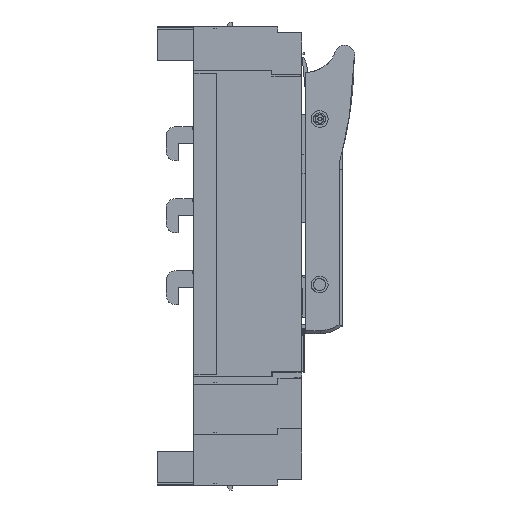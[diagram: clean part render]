
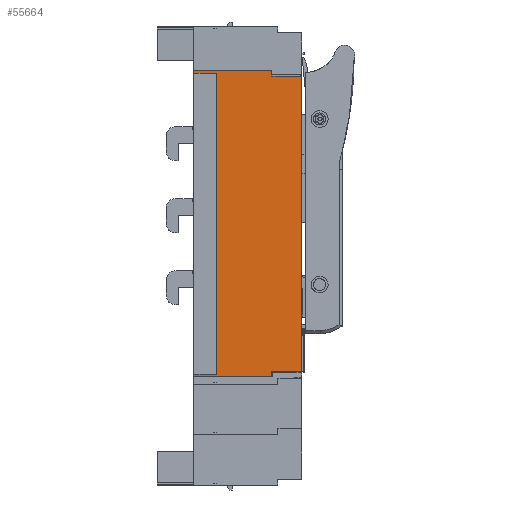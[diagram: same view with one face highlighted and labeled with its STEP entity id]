
A CAD part, left-side view. The second image highlights one B-rep face of the part: STEP entity #55664.
In plain terms, the highlighted face is planar.
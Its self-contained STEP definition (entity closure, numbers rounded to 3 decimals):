
#55564=AXIS2_PLACEMENT_3D('Plane Axis2P3D',#55561,#55562,#55563) ;
#55561=CARTESIAN_POINT('Axis2P3D Location',(0.,105.,0.)) ;
#55566=CARTESIAN_POINT('Line Origine',(-123.,105.,45.)) ;
#55570=CARTESIAN_POINT('Vertex',(-123.,105.,65.)) ;
#55572=CARTESIAN_POINT('Vertex',(-123.,105.,90.)) ;
#55575=CARTESIAN_POINT('Line Origine',(0.,105.,90.)) ;
#55579=CARTESIAN_POINT('Vertex',(123.,105.,90.)) ;
#55582=CARTESIAN_POINT('Line Origine',(123.,105.,45.)) ;
#55586=CARTESIAN_POINT('Vertex',(123.,105.,65.)) ;
#55589=CARTESIAN_POINT('Line Origine',(0.,105.,65.)) ;
#55593=CARTESIAN_POINT('Vertex',(127.5,105.,65.)) ;
#55596=CARTESIAN_POINT('Line Origine',(127.5,105.,45.)) ;
#55600=CARTESIAN_POINT('Vertex',(127.5,105.,0.)) ;
#55603=CARTESIAN_POINT('Line Origine',(0.,105.,0.)) ;
#55607=CARTESIAN_POINT('Vertex',(125.5,105.,0.)) ;
#55610=CARTESIAN_POINT('Line Origine',(125.5,105.,45.)) ;
#55614=CARTESIAN_POINT('Vertex',(125.5,105.,18.5)) ;
#55617=CARTESIAN_POINT('Line Origine',(0.,105.,18.5)) ;
#55621=CARTESIAN_POINT('Vertex',(-125.5,105.,18.5)) ;
#55624=CARTESIAN_POINT('Line Origine',(-125.5,105.,45.)) ;
#55628=CARTESIAN_POINT('Vertex',(-125.5,105.,0.)) ;
#55631=CARTESIAN_POINT('Line Origine',(0.,105.,0.)) ;
#55635=CARTESIAN_POINT('Vertex',(-127.5,105.,0.)) ;
#55638=CARTESIAN_POINT('Line Origine',(-127.5,105.,45.)) ;
#55642=CARTESIAN_POINT('Vertex',(-127.5,105.,65.)) ;
#55645=CARTESIAN_POINT('Line Origine',(0.,105.,65.)) ;
#55562=DIRECTION('Axis2P3D Direction',(0.,1.,0.)) ;
#55563=DIRECTION('Axis2P3D XDirection',(0.,0.,1.)) ;
#55567=DIRECTION('Vector Direction',(0.,0.,1.)) ;
#55576=DIRECTION('Vector Direction',(1.,0.,0.)) ;
#55583=DIRECTION('Vector Direction',(0.,0.,1.)) ;
#55590=DIRECTION('Vector Direction',(1.,0.,0.)) ;
#55597=DIRECTION('Vector Direction',(0.,0.,1.)) ;
#55604=DIRECTION('Vector Direction',(1.,0.,0.)) ;
#55611=DIRECTION('Vector Direction',(0.,0.,1.)) ;
#55618=DIRECTION('Vector Direction',(1.,0.,0.)) ;
#55625=DIRECTION('Vector Direction',(0.,0.,1.)) ;
#55632=DIRECTION('Vector Direction',(1.,0.,0.)) ;
#55639=DIRECTION('Vector Direction',(0.,0.,1.)) ;
#55646=DIRECTION('Vector Direction',(1.,0.,0.)) ;
#55568=VECTOR('Line Direction',#55567,1.) ;
#55577=VECTOR('Line Direction',#55576,1.) ;
#55584=VECTOR('Line Direction',#55583,1.) ;
#55591=VECTOR('Line Direction',#55590,1.) ;
#55598=VECTOR('Line Direction',#55597,1.) ;
#55605=VECTOR('Line Direction',#55604,1.) ;
#55612=VECTOR('Line Direction',#55611,1.) ;
#55619=VECTOR('Line Direction',#55618,1.) ;
#55626=VECTOR('Line Direction',#55625,1.) ;
#55633=VECTOR('Line Direction',#55632,1.) ;
#55640=VECTOR('Line Direction',#55639,1.) ;
#55647=VECTOR('Line Direction',#55646,1.) ;
#55651=ORIENTED_EDGE('',*,*,#55574,.T.) ;
#55652=ORIENTED_EDGE('',*,*,#55581,.F.) ;
#55653=ORIENTED_EDGE('',*,*,#55588,.F.) ;
#55654=ORIENTED_EDGE('',*,*,#55595,.T.) ;
#55655=ORIENTED_EDGE('',*,*,#55602,.T.) ;
#55656=ORIENTED_EDGE('',*,*,#55609,.T.) ;
#55657=ORIENTED_EDGE('',*,*,#55616,.T.) ;
#55658=ORIENTED_EDGE('',*,*,#55623,.T.) ;
#55659=ORIENTED_EDGE('',*,*,#55630,.T.) ;
#55660=ORIENTED_EDGE('',*,*,#55637,.T.) ;
#55661=ORIENTED_EDGE('',*,*,#55644,.T.) ;
#55662=ORIENTED_EDGE('',*,*,#55649,.T.) ;
#55664=ADVANCED_FACE('Hauptkoerper nicht benutzen',(#55663),#55565,.T.) ;
#55574=EDGE_CURVE('',#55571,#55573,#55569,.T.) ;
#55581=EDGE_CURVE('',#55580,#55573,#55578,.F.) ;
#55588=EDGE_CURVE('',#55587,#55580,#55585,.T.) ;
#55595=EDGE_CURVE('',#55587,#55594,#55592,.T.) ;
#55602=EDGE_CURVE('',#55594,#55601,#55599,.F.) ;
#55609=EDGE_CURVE('',#55601,#55608,#55606,.F.) ;
#55616=EDGE_CURVE('',#55608,#55615,#55613,.T.) ;
#55623=EDGE_CURVE('',#55615,#55622,#55620,.F.) ;
#55630=EDGE_CURVE('',#55622,#55629,#55627,.F.) ;
#55637=EDGE_CURVE('',#55629,#55636,#55634,.F.) ;
#55644=EDGE_CURVE('',#55636,#55643,#55641,.T.) ;
#55649=EDGE_CURVE('',#55643,#55571,#55648,.T.) ;
#55650=EDGE_LOOP('',(#55651,#55652,#55653,#55654,#55655,#55656,#55657,#55658,#55659,#55660,#55661,#55662)) ;
#55663=FACE_OUTER_BOUND('',#55650,.T.) ;
#55569=LINE('Line',#55566,#55568) ;
#55578=LINE('Line',#55575,#55577) ;
#55585=LINE('Line',#55582,#55584) ;
#55592=LINE('Line',#55589,#55591) ;
#55599=LINE('Line',#55596,#55598) ;
#55606=LINE('Line',#55603,#55605) ;
#55613=LINE('Line',#55610,#55612) ;
#55620=LINE('Line',#55617,#55619) ;
#55627=LINE('Line',#55624,#55626) ;
#55634=LINE('Line',#55631,#55633) ;
#55641=LINE('Line',#55638,#55640) ;
#55648=LINE('Line',#55645,#55647) ;
#55565=PLANE('Plane',#55564) ;
#55571=VERTEX_POINT('',#55570) ;
#55573=VERTEX_POINT('',#55572) ;
#55580=VERTEX_POINT('',#55579) ;
#55587=VERTEX_POINT('',#55586) ;
#55594=VERTEX_POINT('',#55593) ;
#55601=VERTEX_POINT('',#55600) ;
#55608=VERTEX_POINT('',#55607) ;
#55615=VERTEX_POINT('',#55614) ;
#55622=VERTEX_POINT('',#55621) ;
#55629=VERTEX_POINT('',#55628) ;
#55636=VERTEX_POINT('',#55635) ;
#55643=VERTEX_POINT('',#55642) ;
